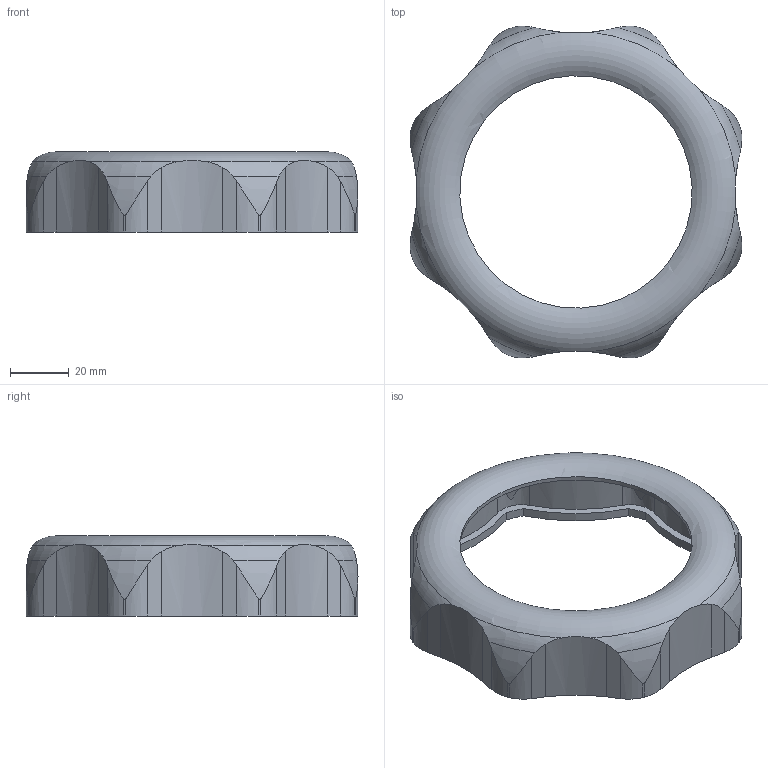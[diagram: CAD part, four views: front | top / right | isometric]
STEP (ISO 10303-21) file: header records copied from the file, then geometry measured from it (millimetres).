
FILE_DESCRIPTION( ( 'STEP AP203' ), '1' );
FILE_NAME( 'VK3115.step', '2022-07-20T08:20:29', ( ' ' ), ( ' ' ), 'XStep 1.0', ' ', ' ' );
FILE_SCHEMA( ( 'CONFIG_CONTROL_DESIGN' ) );
Length unit declared in the file: millimetre
Products named in the file (1): 1
Bounding box: 112.84 x 112.84 x 27.2 mm (x, y, z)
Volume: 36636.1 mm3; surface area: 29094.3 mm2
Topology: 1 solids, 1 shells, 2280 faces, 6756 edges, 4504 vertices
Faces by surface type: plane 2135, cylinder 93, torus 36, bspline 16
Full cylindrical faces by diameter (mm): 79 x1
Entity records: 81210 total; most frequent: CARTESIAN_POINT 28887, ORIENTED_EDGE 13494, DIRECTION 7000, EDGE_CURVE 6747, VERTEX_POINT 4499, B_SPLINE_CURVE_WITH_KNOTS 4392, AXIS2_PLACEMENT_3D 2380, EDGE_LOOP 2312
